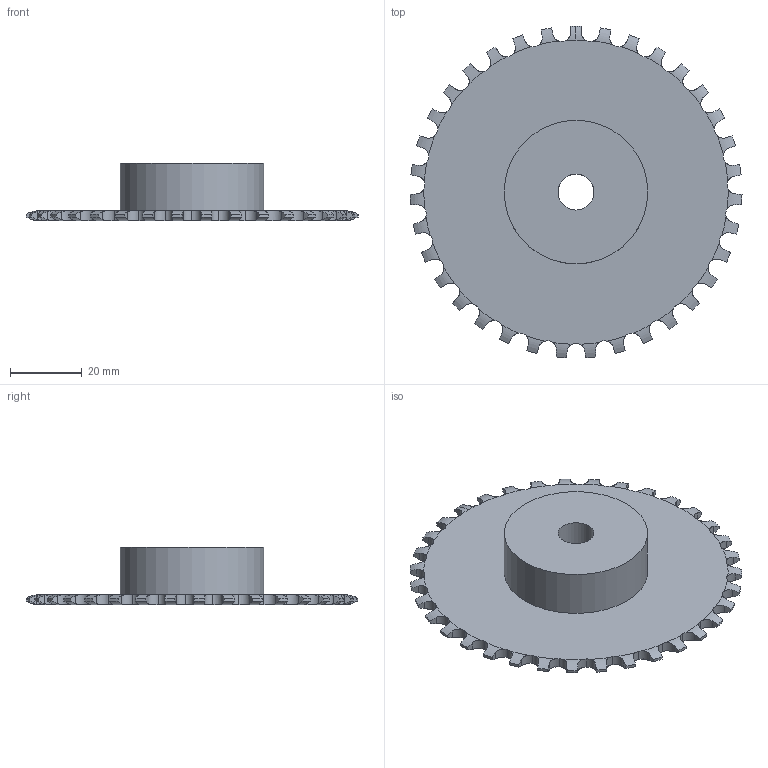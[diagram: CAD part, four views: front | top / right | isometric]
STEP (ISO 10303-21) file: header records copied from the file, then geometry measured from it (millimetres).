
FILE_DESCRIPTION(('FreeCAD Model'),'2;1');
FILE_NAME('Open CASCADE Shape Model','2021-03-07T16:54:39',( 'Simone Bignetti'),(''),'Open CASCADE STEP processor 7.4','FreeCAD', 'Unknown');
FILE_SCHEMA(('AUTOMOTIVE_DESIGN { 1 0 10303 214 1 1 1 1 }'));
Length unit declared in the file: millimetre
Products named in the file (1): Hole
Bounding box: 92.49 x 92.42 x 16 mm (x, y, z)
Volume: 32102.7 mm3; surface area: 15185 mm2
Topology: 1 solids, 1 shells, 253 faces, 818 edges, 569 vertices
Faces by surface type: cylinder 177, revolution 72, plane 4
Full cylindrical faces by diameter (mm): 10 x1, 40 x1
Entity records: 29878 total; most frequent: CARTESIAN_POINT 15127, DIRECTION 2412, ORIENTED_EDGE 1636, PCURVE 1636, DEFINITIONAL_REPRESENTATION 1636, LINE 965, VECTOR 965, B_SPLINE_CURVE_WITH_KNOTS 840
